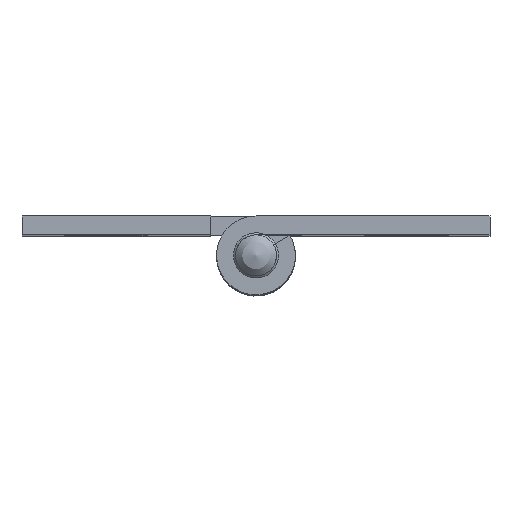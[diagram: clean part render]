
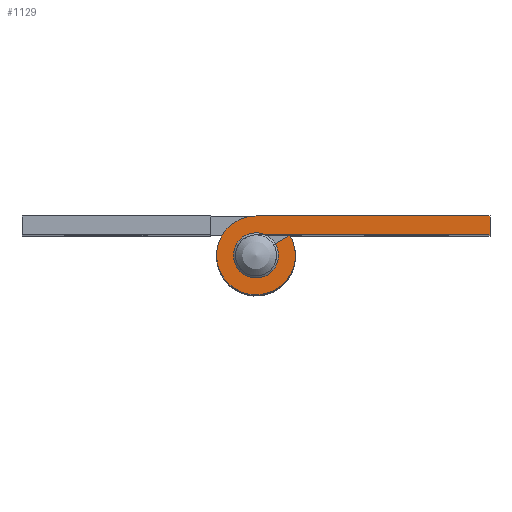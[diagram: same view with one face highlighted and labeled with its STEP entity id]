
A CAD part, top view. The second image highlights one B-rep face of the part: STEP entity #1129.
In plain terms, the highlighted free-form (B-spline) face has degree [1, 1] with [2, 2] control points.
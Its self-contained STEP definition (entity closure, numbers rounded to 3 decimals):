
#1052=CARTESIAN_POINT('',(-6.463,-5.279,89.0));
#1053=CARTESIAN_POINT('',(30.163,-5.279,89.0));
#1054=CARTESIAN_POINT('',(-6.463,5.28,89.0));
#1055=CARTESIAN_POINT('',(30.163,5.28,89.0));
#1056=B_SPLINE_SURFACE_WITH_KNOTS('',1,1,((#1052,#1054),(#1053,#1055)),.UNSPECIFIED.,.F.,.F.,.U.,(2,2),(2,2),(0.0,36.627),(0.0,10.559),.UNSPECIFIED.);
#1057=CARTESIAN_POINT('',(4.128,2.45,89.0));
#1058=VERTEX_POINT('',#1057);
#1059=CARTESIAN_POINT('',(0.003,4.8,89.0));
#1060=VERTEX_POINT('',#1059);
#1061=CARTESIAN_POINT('',(4.128,2.45,89.0));
#1062=CARTESIAN_POINT('',(6.014,-0.728,89.));
#1063=CARTESIAN_POINT('',(3.424,-3.364,89.0));
#1064=CARTESIAN_POINT('',(0.835,-6.,89.));
#1065=CARTESIAN_POINT('',(-2.376,-4.171,89.0));
#1066=CARTESIAN_POINT('',(-5.587,-2.341,89.));
#1067=CARTESIAN_POINT('',(-4.64,1.231,89.0));
#1068=CARTESIAN_POINT('',(-3.692,4.802,89.));
#1069=CARTESIAN_POINT('',(0.003,4.8,89.0));
#1077=(BOUNDED_CURVE()B_SPLINE_CURVE(2,(#1061,#1062,#1063,#1064,#1065,#1066,#1067,#1068,#1069),.UNSPECIFIED.,.F.,.U.)B_SPLINE_CURVE_WITH_KNOTS((3,2,2,2,3),(0.0,0.25,0.5,0.75,1.0),.UNSPECIFIED.)CURVE()GEOMETRIC_REPRESENTATION_ITEM()RATIONAL_B_SPLINE_CURVE((1.0,0.792,1.0,0.792,1.0,0.792,1.0,0.792,1.0))REPRESENTATION_ITEM(''));
#1078=EDGE_CURVE('',#1058,#1060,#1077,.T.);
#1079=ORIENTED_EDGE('',*,*,#1078,.F.);
#1080=CARTESIAN_POINT('',(2.15,1.276,89.0));
#1081=VERTEX_POINT('',#1080);
#1082=CARTESIAN_POINT('',(2.15,1.276,89.0));
#1083=CARTESIAN_POINT('',(4.128,2.45,89.0));
#1084=QUASI_UNIFORM_CURVE('',1,(#1082,#1083),.UNSPECIFIED.,.F.,.U.);
#1085=EDGE_CURVE('',#1081,#1058,#1084,.T.);
#1086=ORIENTED_EDGE('',*,*,#1085,.F.);
#1087=CARTESIAN_POINT('',(0.0,2.5,89.0));
#1088=VERTEX_POINT('',#1087);
#1089=CARTESIAN_POINT('',(2.15,1.276,89.0));
#1090=CARTESIAN_POINT('',(3.132,-0.379,89.0));
#1091=CARTESIAN_POINT('',(1.784,-1.752,89.0));
#1092=CARTESIAN_POINT('',(0.435,-3.125,89.0));
#1093=CARTESIAN_POINT('',(-1.237,-2.173,89.0));
#1094=CARTESIAN_POINT('',(-2.909,-1.22,89.0));
#1095=CARTESIAN_POINT('',(-2.417,0.64,89.0));
#1096=CARTESIAN_POINT('',(-1.924,2.5,89.0));
#1097=CARTESIAN_POINT('',(0.0,2.5,89.0));
#1105=(BOUNDED_CURVE()B_SPLINE_CURVE(2,(#1089,#1090,#1091,#1092,#1093,#1094,#1095,#1096,#1097),.UNSPECIFIED.,.F.,.U.)B_SPLINE_CURVE_WITH_KNOTS((3,2,2,2,3),(0.0,0.25,0.5,0.75,1.0),.UNSPECIFIED.)CURVE()GEOMETRIC_REPRESENTATION_ITEM()RATIONAL_B_SPLINE_CURVE((1.0,0.792,1.0,0.792,1.0,0.792,1.0,0.792,1.0))REPRESENTATION_ITEM(''));
#1106=EDGE_CURVE('',#1081,#1088,#1105,.T.);
#1107=ORIENTED_EDGE('',*,*,#1106,.T.);
#1108=CARTESIAN_POINT('',(28.5,2.5,89.0));
#1109=VERTEX_POINT('',#1108);
#1110=CARTESIAN_POINT('',(28.5,2.5,89.0));
#1111=CARTESIAN_POINT('',(0.0,2.5,89.0));
#1112=QUASI_UNIFORM_CURVE('',1,(#1110,#1111),.UNSPECIFIED.,.F.,.U.);
#1113=EDGE_CURVE('',#1109,#1088,#1112,.T.);
#1114=ORIENTED_EDGE('',*,*,#1113,.F.);
#1115=CARTESIAN_POINT('',(28.5,4.8,89.0));
#1116=VERTEX_POINT('',#1115);
#1117=CARTESIAN_POINT('',(28.5,4.8,89.0));
#1118=CARTESIAN_POINT('',(28.5,2.5,89.0));
#1119=QUASI_UNIFORM_CURVE('',1,(#1117,#1118),.UNSPECIFIED.,.F.,.U.);
#1120=EDGE_CURVE('',#1116,#1109,#1119,.T.);
#1121=ORIENTED_EDGE('',*,*,#1120,.F.);
#1122=CARTESIAN_POINT('',(0.003,4.8,89.0));
#1123=CARTESIAN_POINT('',(28.5,4.8,89.0));
#1124=QUASI_UNIFORM_CURVE('',1,(#1122,#1123),.UNSPECIFIED.,.F.,.U.);
#1125=EDGE_CURVE('',#1060,#1116,#1124,.T.);
#1126=ORIENTED_EDGE('',*,*,#1125,.F.);
#1127=EDGE_LOOP('',(#1079,#1086,#1107,#1114,#1121,#1126));
#1128=FACE_OUTER_BOUND('',#1127,.T.);
#1129=ADVANCED_FACE('',(#1128),#1056,.T.);
